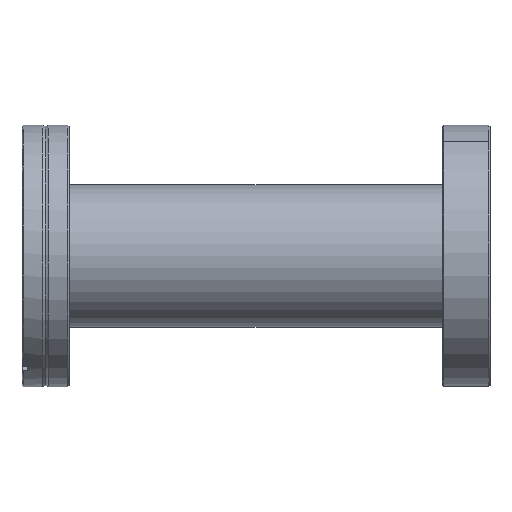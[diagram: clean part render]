
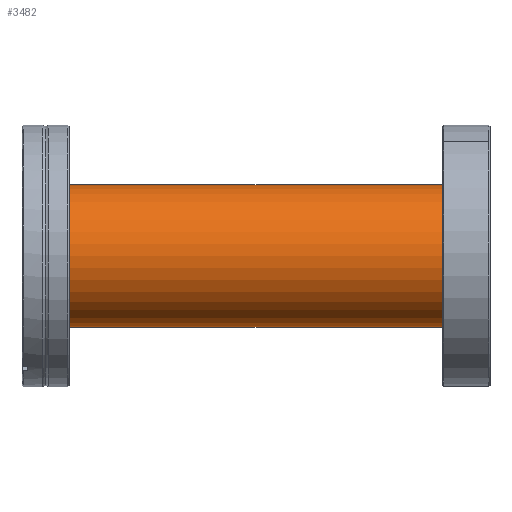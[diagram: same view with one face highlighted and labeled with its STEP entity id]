
A CAD part, left-side view. The second image highlights one B-rep face of the part: STEP entity #3482.
In plain terms, the highlighted cylindrical face has radius 19.05 mm (diameter 38.1 mm), a partial arc.
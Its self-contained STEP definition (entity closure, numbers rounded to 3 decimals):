
#31 = ORIENTED_EDGE ( 'NONE', *, *, #2116, .T. ) ;
#242 = FACE_OUTER_BOUND ( 'NONE', #2517, .T. ) ;
#333 = DIRECTION ( 'NONE',  ( 0., 0., 1. ) ) ;
#345 = EDGE_CURVE ( 'NONE', #3728, #2422, #4398, .T. ) ;
#532 = DIRECTION ( 'NONE',  ( 0., 0., 1. ) ) ;
#633 = DIRECTION ( 'NONE',  ( 0., 0., -1. ) ) ;
#659 = ORIENTED_EDGE ( 'NONE', *, *, #3225, .F. ) ;
#724 = CARTESIAN_POINT ( 'NONE',  ( 0., -57.4, 19.05 ) ) ;
#960 = CARTESIAN_POINT ( 'NONE',  ( 0., 57.4, 19.05 ) ) ;
#1126 = DIRECTION ( 'NONE',  ( 0., 1., 0. ) ) ;
#1202 = CIRCLE ( 'NONE', #2449, 19.05 ) ;
#1246 = CARTESIAN_POINT ( 'NONE',  ( 0., -57.4, -19.05 ) ) ;
#1280 = DIRECTION ( 'NONE',  ( 0., -1., 0. ) ) ;
#1499 = AXIS2_PLACEMENT_3D ( 'NONE', #2377, #1280, #633 ) ;
#1525 = CARTESIAN_POINT ( 'NONE',  ( 0., 57.4, -19.05 ) ) ;
#1552 = CARTESIAN_POINT ( 'NONE',  ( 0., -57.4, 0. ) ) ;
#1590 = CARTESIAN_POINT ( 'NONE',  ( 0., 57.4, 19.05 ) ) ;
#1744 = LINE ( 'NONE', #4266, #2558 ) ;
#1965 = CYLINDRICAL_SURFACE ( 'NONE', #1499, 19.05 ) ;
#2116 = EDGE_CURVE ( 'NONE', #4257, #3728, #1744, .T. ) ;
#2267 = AXIS2_PLACEMENT_3D ( 'NONE', #1552, #1126, #532 ) ;
#2377 = CARTESIAN_POINT ( 'NONE',  ( 0., 57.4, 0. ) ) ;
#2422 = VERTEX_POINT ( 'NONE', #724 ) ;
#2449 = AXIS2_PLACEMENT_3D ( 'NONE', #3355, #3816, #333 ) ;
#2517 = EDGE_LOOP ( 'NONE', ( #2797, #659, #31, #2741 ) ) ;
#2558 = VECTOR ( 'NONE', #4169, 1000. ) ;
#2741 = ORIENTED_EDGE ( 'NONE', *, *, #345, .T. ) ;
#2797 = ORIENTED_EDGE ( 'NONE', *, *, #3186, .F. ) ;
#3148 = VECTOR ( 'NONE', #4129, 1000. ) ;
#3186 = EDGE_CURVE ( 'NONE', #3737, #2422, #4143, .T. ) ;
#3225 = EDGE_CURVE ( 'NONE', #4257, #3737, #1202, .T. ) ;
#3355 = CARTESIAN_POINT ( 'NONE',  ( 0., 57.4, 0. ) ) ;
#3482 = ADVANCED_FACE ( 'NONE', ( #242 ), #1965, .T. ) ;
#3728 = VERTEX_POINT ( 'NONE', #1246 ) ;
#3737 = VERTEX_POINT ( 'NONE', #1590 ) ;
#3816 = DIRECTION ( 'NONE',  ( 0., 1., 0. ) ) ;
#4129 = DIRECTION ( 'NONE',  ( 0., -1., 0. ) ) ;
#4143 = LINE ( 'NONE', #960, #3148 ) ;
#4169 = DIRECTION ( 'NONE',  ( 0., -1., 0. ) ) ;
#4257 = VERTEX_POINT ( 'NONE', #1525 ) ;
#4266 = CARTESIAN_POINT ( 'NONE',  ( 0., 57.4, -19.05 ) ) ;
#4398 = CIRCLE ( 'NONE', #2267, 19.05 ) ;
